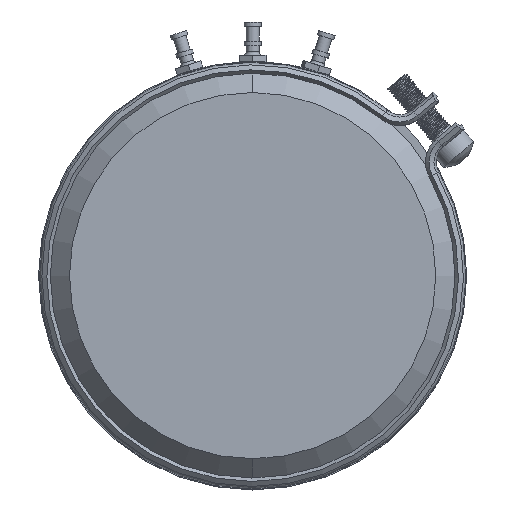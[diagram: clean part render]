
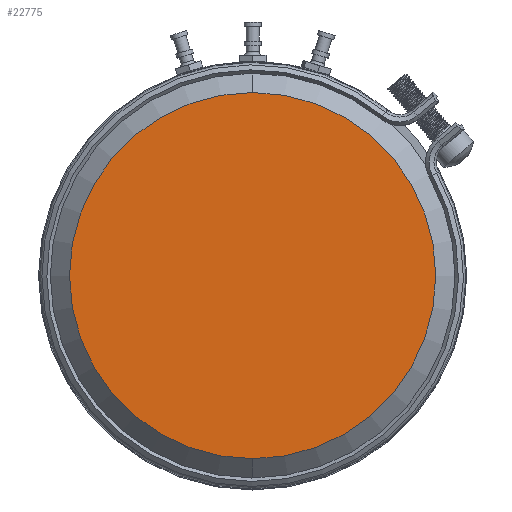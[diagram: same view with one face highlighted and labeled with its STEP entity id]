
A CAD part, top view. The second image highlights one B-rep face of the part: STEP entity #22775.
In plain terms, the highlighted planar face has unit normal (0, 0, 1).
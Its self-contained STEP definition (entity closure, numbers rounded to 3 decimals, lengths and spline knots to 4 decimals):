
#367=CARTESIAN_POINT('',(0.,0.,0.17));
#368=DIRECTION('',(0.,0.,-1.));
#369=DIRECTION('',(0.,1.,0.));
#370=AXIS2_PLACEMENT_3D('',#367,#368,#369);
#372=CARTESIAN_POINT('',(0.,0.,0.17));
#373=DIRECTION('',(0.,0.,-1.));
#374=DIRECTION('',(0.,-1.,0.));
#375=AXIS2_PLACEMENT_3D('',#372,#373,#374);
#21389=CARTESIAN_POINT('',(0.,0.855,0.17));
#21390=CARTESIAN_POINT('',(0.,-0.855,0.17));
#21391=VERTEX_POINT('',#21389);
#21392=VERTEX_POINT('',#21390);
#22766=CARTESIAN_POINT('',(0.,0.,0.17));
#22767=DIRECTION('',(0.,0.,-1.));
#22768=DIRECTION('',(0.,-1.,0.));
#22769=AXIS2_PLACEMENT_3D('',#22766,#22767,#22768);
#22770=PLANE('',#22769);
#22771=ORIENTED_EDGE('',*,*,#22746,.T.);
#22772=ORIENTED_EDGE('',*,*,#22758,.T.);
#22773=EDGE_LOOP('',(#22771,#22772));
#22774=FACE_OUTER_BOUND('',#22773,.F.);
#22775=ADVANCED_FACE('',(#22774),#22770,.F.);
#371=CIRCLE('',#370,0.855);
#376=CIRCLE('',#375,0.855);
#22746=EDGE_CURVE('',#21391,#21392,#371,.T.);
#22758=EDGE_CURVE('',#21392,#21391,#376,.T.);
